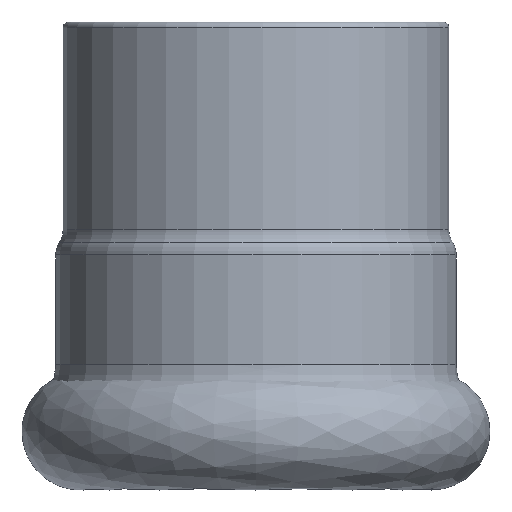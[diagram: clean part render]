
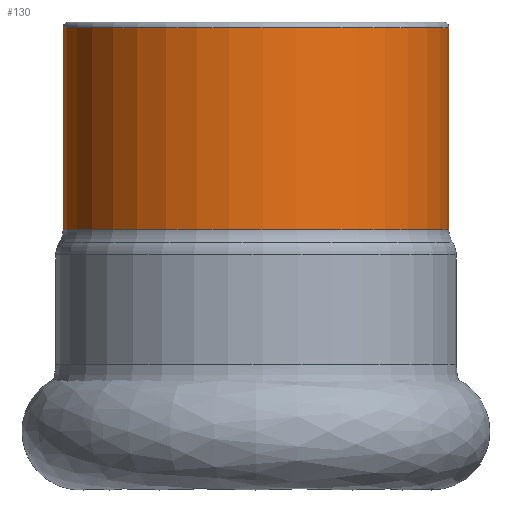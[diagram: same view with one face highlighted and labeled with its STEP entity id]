
A CAD part, front view. The second image highlights one B-rep face of the part: STEP entity #130.
In plain terms, the highlighted cylindrical face has radius 16.5 mm (diameter 33 mm), a full revolution.
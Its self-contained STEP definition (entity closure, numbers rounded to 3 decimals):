
#123=CYLINDRICAL_SURFACE('',#516,16.5);
#130=ADVANCED_FACE('CN_SU1',(#165,#166),#123,.T.);
#165=FACE_BOUND('',#216,.T.);
#166=FACE_BOUND('',#217,.T.);
#216=EDGE_LOOP('',(#266));
#217=EDGE_LOOP('',(#267));
#266=ORIENTED_EDGE('',*,*,#342,.T.);
#267=ORIENTED_EDGE('',*,*,#343,.T.);
#316=VERTEX_POINT('',#771);
#317=VERTEX_POINT('',#773);
#342=EDGE_CURVE('',#316,#316,#367,.T.);
#343=EDGE_CURVE('',#317,#317,#368,.T.);
#367=CIRCLE('',#514,16.5);
#368=CIRCLE('',#515,16.5);
#514=AXIS2_PLACEMENT_3D('',#770,#593,#594);
#515=AXIS2_PLACEMENT_3D('',#772,#595,#596);
#516=AXIS2_PLACEMENT_3D('',#774,#597,#598);
#593=DIRECTION('',(0.,0.,-1.));
#594=DIRECTION('',(0.036,-0.999,0.));
#595=DIRECTION('',(0.,0.,1.));
#596=DIRECTION('',(0.036,-0.999,0.));
#597=DIRECTION('',(0.,0.,-1.));
#598=DIRECTION('',(-0.036,0.999,0.));
#770=CARTESIAN_POINT('',(0.,0.,-0.5));
#771=CARTESIAN_POINT('',(0.601,-16.489,-0.5));
#772=CARTESIAN_POINT('',(0.,0.,
-17.755));
#773=CARTESIAN_POINT('',(0.601,-16.489,-17.755));
#774=CARTESIAN_POINT('',(0.,0.,32.));
